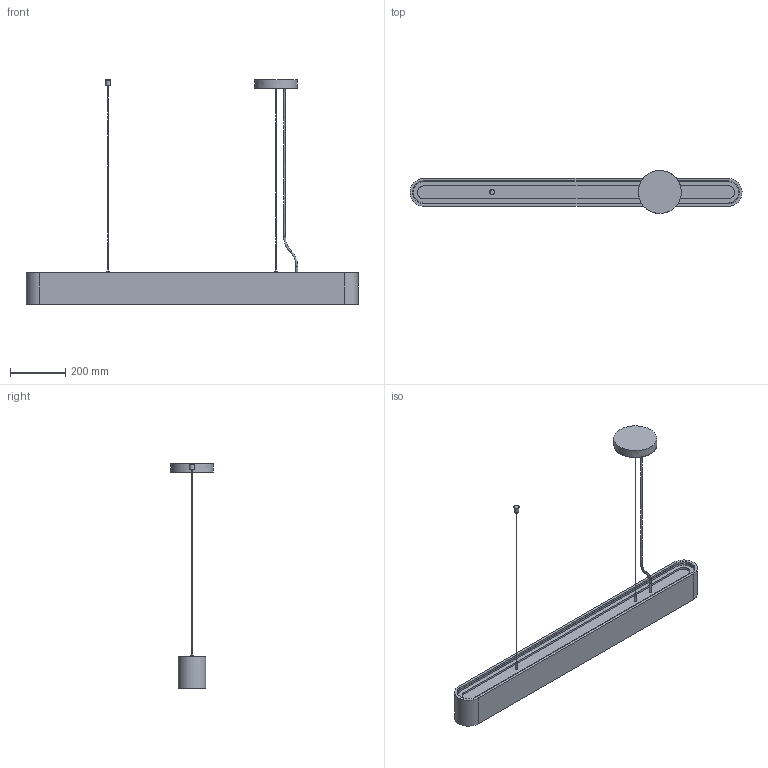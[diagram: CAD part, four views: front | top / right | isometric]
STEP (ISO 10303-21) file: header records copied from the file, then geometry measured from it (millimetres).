
FILE_DESCRIPTION(/* description */ (''),/* implementation_level */ '2;1');
FILE_NAME(/* name */ 'Hewn48-4_3D_mm',/* time_stamp */ '2025-07-03T14:39:18-07:00',/* author */ (''),/* organization */ (''),/* preprocessor_version */ 'ST-DEVELOPER v16.5',/* originating_system */ '',/* authorisation */ '');
FILE_SCHEMA (('AUTOMOTIVE_DESIGN'));
Length unit declared in the file: millimetre
Products named in the file (1): Document
Bounding box: 1206.38 x 155.57 x 816.79 mm (x, y, z)
Volume: 8342005.5 mm3; surface area: 936046.5 mm2
Topology: 9 solids, 9 shells, 110 faces, 219 edges, 140 vertices
Faces by surface type: bspline 56, plane 54
Entity records: 3343 total; most frequent: CARTESIAN_POINT 1833, ORIENTED_EDGE 438, EDGE_CURVE 219, VERTEX_POINT 140, EDGE_LOOP 123, ADVANCED_FACE 110, FACE_OUTER_BOUND 110, B_SPLINE_CURVE_WITH_KNOTS 70
